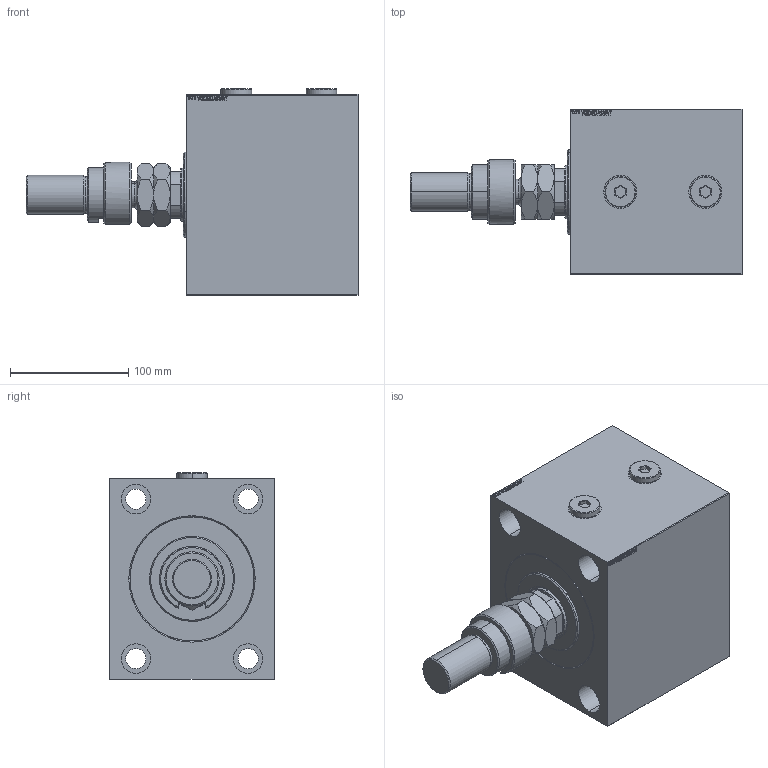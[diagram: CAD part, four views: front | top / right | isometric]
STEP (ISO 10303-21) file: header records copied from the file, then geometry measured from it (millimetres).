
FILE_DESCRIPTION (( 'STEP AP203' ), '1' );
FILE_NAME ('05c3.STEP', '2024-02-12T17:15:04', ( '' ), ( '' ), 'SwSTEP 2.0', 'SolidWorks 2019', '' );
FILE_SCHEMA (( 'CONFIG_CONTROL_DESIGN' ));
Length unit declared in the file: millimetre
Products named in the file (8): V450CM_C_Body e2c0b9d1486e044d652e561657efb49e; 05c3; V450CM_VC_B e2c0b9d1486e044d652e561657efb49e; DFA e2c0b9d1486e044d652e561657efb49e; FEMALE_PART_FOR_DFA e2c0b9d1486e044d652e561657efb49e; V450CM_C_VCP e2c0b9d1486e044d652e561657efb49e; MFA e2c0b9d1486e044d652e561657efb49e; Zatka_OIL_PORT e2c0b9d1486e044d652e561657efb49e
Assembly tree (8 placements, depth 3):
  05c3
    V450CM_C_Body e2c0b9d1486e044d652e561657efb49e
    V450CM_C_VCP e2c0b9d1486e044d652e561657efb49e
    V450CM_VC_B e2c0b9d1486e044d652e561657efb49e
    DFA e2c0b9d1486e044d652e561657efb49e
      FEMALE_PART_FOR_DFA e2c0b9d1486e044d652e561657efb49e
      MFA e2c0b9d1486e044d652e561657efb49e
    Zatka_OIL_PORT e2c0b9d1486e044d652e561657efb49e  x2
Bounding box: 281 x 140 x 174.9 mm (x, y, z)
Volume: 3354680 mm3; surface area: 285186.6 mm2
Topology: 7 solids, 7 shells, 1002 faces, 2508 edges, 1641 vertices
Faces by surface type: plane 471, bspline 380, cylinder 89, cone 58, torus 4
Entity records: 48054 total; most frequent: CARTESIAN_POINT 26144, ORIENTED_EDGE 4932, DIRECTION 3102, EDGE_CURVE 2466, VERTEX_POINT 1617, LINE 1408, VECTOR 1408, EDGE_LOOP 1121
